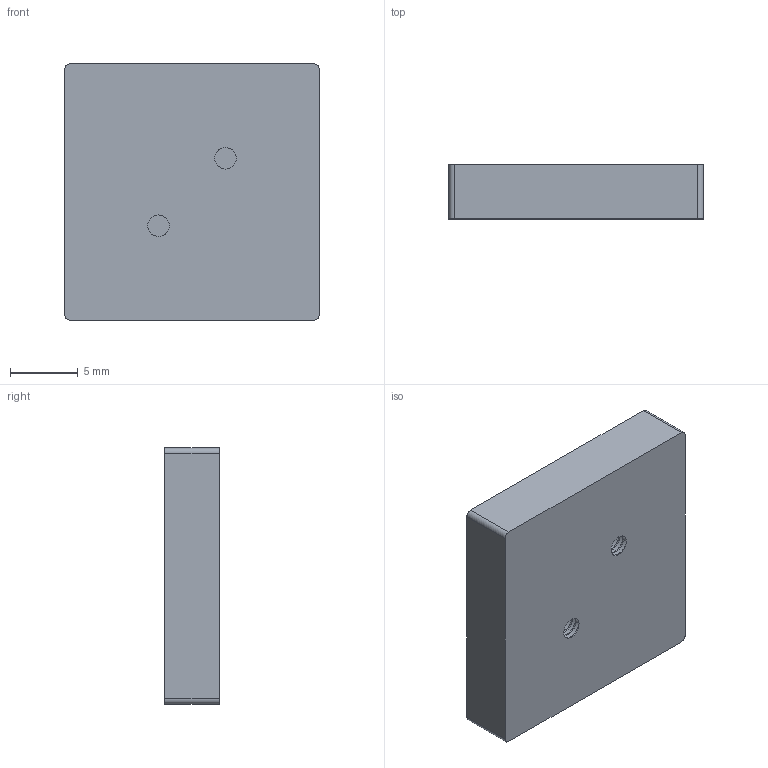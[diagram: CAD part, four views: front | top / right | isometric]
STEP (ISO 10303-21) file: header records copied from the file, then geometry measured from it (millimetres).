
FILE_DESCRIPTION (( 'STEP AP214' ), '1' );
FILE_NAME ('Badge1.1.STEP', '2020-09-28T02:29:44', ( '' ), ( '' ), 'SwSTEP 2.0', 'SolidWorks 2018', '' );
FILE_SCHEMA (( 'AUTOMOTIVE_DESIGN' ));
Length unit declared in the file: millimetre
Products named in the file (1): Badge1.1
Bounding box: 18.85 x 4 x 18.99 mm (x, y, z)
Volume: 1281.3 mm3; surface area: 1147.4 mm2
Topology: 2 solids, 2 shells, 99 faces, 266 edges, 174 vertices
Faces by surface type: cylinder 56, plane 37, bspline 6
Entity records: 4257 total; most frequent: CARTESIAN_POINT 1826, ORIENTED_EDGE 532, DIRECTION 478, EDGE_CURVE 266, VERTEX_POINT 174, AXIS2_PLACEMENT_3D 166, VECTOR 146, LINE 146
